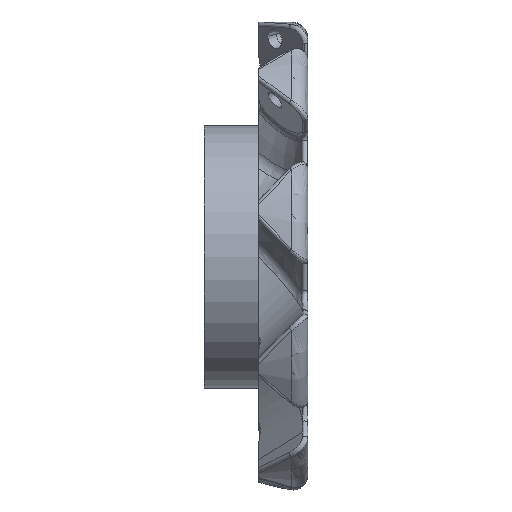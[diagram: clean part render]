
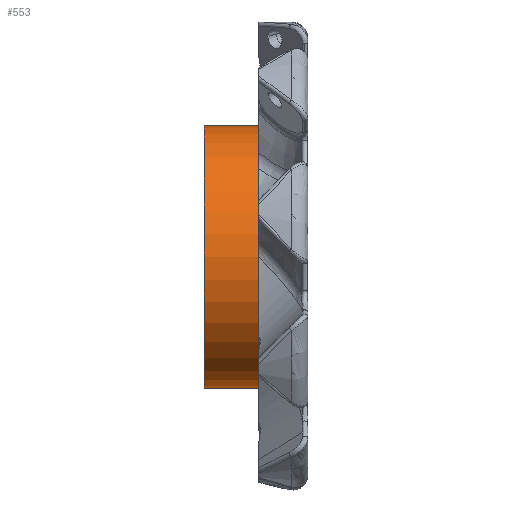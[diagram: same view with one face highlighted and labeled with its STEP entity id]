
A CAD part, left-side view. The second image highlights one B-rep face of the part: STEP entity #553.
In plain terms, the highlighted cylindrical face has radius 24 mm (diameter 48 mm), a partial arc.
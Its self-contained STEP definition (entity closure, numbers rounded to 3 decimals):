
#488 = VECTOR ( 'NONE', #2714, 1000. ) ;
#553 = ADVANCED_FACE ( 'NONE', ( #6719 ), #2583, .T. ) ;
#644 = DIRECTION ( 'NONE',  ( 0., -1., 0. ) ) ;
#732 = ORIENTED_EDGE ( 'NONE', *, *, #10602, .T. ) ;
#893 = CARTESIAN_POINT ( 'NONE',  ( 0., -8., 24. ) ) ;
#1285 = DIRECTION ( 'NONE',  ( 0., 0., 1. ) ) ;
#1353 = AXIS2_PLACEMENT_3D ( 'NONE', #4671, #644, #1285 ) ;
#2094 = EDGE_LOOP ( 'NONE', ( #5839, #9570, #5698, #732 ) ) ;
#2280 = DIRECTION ( 'NONE',  ( 0., 1., 0. ) ) ;
#2396 = CIRCLE ( 'NONE', #6335, 24. ) ;
#2507 = LINE ( 'NONE', #893, #488 ) ;
#2583 = CYLINDRICAL_SURFACE ( 'NONE', #4578, 24. ) ;
#2625 = VERTEX_POINT ( 'NONE', #5365 ) ;
#2714 = DIRECTION ( 'NONE',  ( 0., 1., 0. ) ) ;
#2734 = DIRECTION ( 'NONE',  ( 0., 1., 0. ) ) ;
#2798 = LINE ( 'NONE', #6937, #8520 ) ;
#3293 = CARTESIAN_POINT ( 'NONE',  ( 0., -8., -24. ) ) ;
#3303 = VERTEX_POINT ( 'NONE', #3293 ) ;
#3471 = CARTESIAN_POINT ( 'NONE',  ( 0., 2., -24. ) ) ;
#4337 = EDGE_CURVE ( 'NONE', #3303, #10015, #2798, .T. ) ;
#4578 = AXIS2_PLACEMENT_3D ( 'NONE', #7617, #2734, #6000 ) ;
#4671 = CARTESIAN_POINT ( 'NONE',  ( 0., 2., 0. ) ) ;
#5335 = DIRECTION ( 'NONE',  ( 0., 0., 1. ) ) ;
#5365 = CARTESIAN_POINT ( 'NONE',  ( 0., 2., 24. ) ) ;
#5698 = ORIENTED_EDGE ( 'NONE', *, *, #7092, .T. ) ;
#5839 = ORIENTED_EDGE ( 'NONE', *, *, #4337, .F. ) ;
#6000 = DIRECTION ( 'NONE',  ( 0., 0., 1. ) ) ;
#6335 = AXIS2_PLACEMENT_3D ( 'NONE', #7068, #2280, #5335 ) ;
#6719 = FACE_OUTER_BOUND ( 'NONE', #2094, .T. ) ;
#6937 = CARTESIAN_POINT ( 'NONE',  ( 0., -8., -24. ) ) ;
#7068 = CARTESIAN_POINT ( 'NONE',  ( 0., -8., 0. ) ) ;
#7092 = EDGE_CURVE ( 'NONE', #9991, #2625, #2507, .T. ) ;
#7555 = EDGE_CURVE ( 'NONE', #3303, #9991, #2396, .T. ) ;
#7617 = CARTESIAN_POINT ( 'NONE',  ( 0., -8., 0. ) ) ;
#8520 = VECTOR ( 'NONE', #10207, 1000. ) ;
#8625 = CARTESIAN_POINT ( 'NONE',  ( 0., -8., 24. ) ) ;
#9245 = CIRCLE ( 'NONE', #1353, 24. ) ;
#9570 = ORIENTED_EDGE ( 'NONE', *, *, #7555, .T. ) ;
#9991 = VERTEX_POINT ( 'NONE', #8625 ) ;
#10015 = VERTEX_POINT ( 'NONE', #3471 ) ;
#10207 = DIRECTION ( 'NONE',  ( 0., 1., 0. ) ) ;
#10602 = EDGE_CURVE ( 'NONE', #2625, #10015, #9245, .T. ) ;
